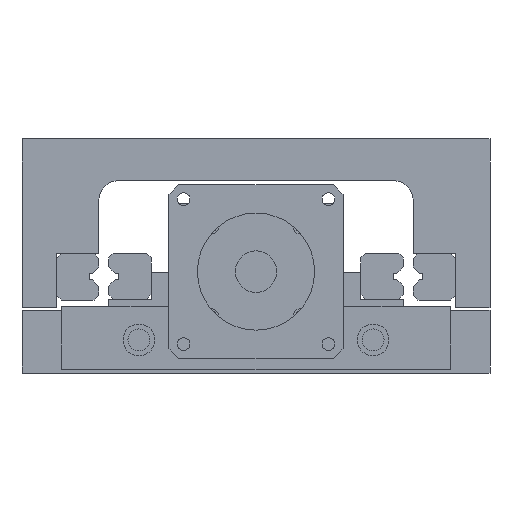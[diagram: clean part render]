
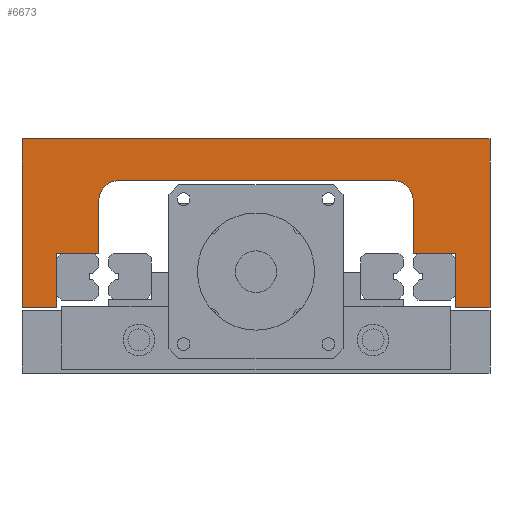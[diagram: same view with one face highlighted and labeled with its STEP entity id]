
A CAD part, front view. The second image highlights one B-rep face of the part: STEP entity #6673.
In plain terms, the highlighted planar face has unit normal (0, -1, 0).
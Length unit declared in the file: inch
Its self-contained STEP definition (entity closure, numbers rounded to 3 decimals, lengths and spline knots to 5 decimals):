
#6095=CARTESIAN_POINT('',(-2.558,-4.0,-1.08));
#6096=VERTEX_POINT('',#6095);
#6103=CARTESIAN_POINT('',(-2.998,-4.0,-1.08));
#6104=VERTEX_POINT('',#6103);
#6105=CARTESIAN_POINT('',(-2.998,-4.0,-1.08));
#6106=DIRECTION('',(1.0,0.0,0.0));
#6107=VECTOR('',#6106,0.44);
#6108=LINE('',#6105,#6107);
#6109=EDGE_CURVE('',#6104,#6096,#6108,.T.);
#6126=CARTESIAN_POINT('',(-2.558,-4.0,-0.391));
#6127=VERTEX_POINT('',#6126);
#6134=CARTESIAN_POINT('',(-2.558,-4.0,-1.08));
#6135=DIRECTION('',(0.0,0.0,1.0));
#6136=VECTOR('',#6135,0.689);
#6137=LINE('',#6134,#6136);
#6138=EDGE_CURVE('',#6096,#6127,#6137,.T.);
#6150=CARTESIAN_POINT('',(-2.013,-4.0,-0.391));
#6151=VERTEX_POINT('',#6150);
#6158=CARTESIAN_POINT('',(-2.558,-4.0,-0.391));
#6159=DIRECTION('',(1.0,0.0,0.0));
#6160=VECTOR('',#6159,0.545);
#6161=LINE('',#6158,#6160);
#6162=EDGE_CURVE('',#6127,#6151,#6161,.T.);
#6174=CARTESIAN_POINT('',(-2.013,-4.0,0.29447));
#6175=VERTEX_POINT('',#6174);
#6182=CARTESIAN_POINT('',(-2.013,-4.0,-0.391));
#6183=DIRECTION('',(0.0,0.0,1.0));
#6184=VECTOR('',#6183,0.68547);
#6185=LINE('',#6182,#6184);
#6186=EDGE_CURVE('',#6151,#6175,#6185,.T.);
#6198=CARTESIAN_POINT('',(-1.763,-4.0,0.54447));
#6199=VERTEX_POINT('',#6198);
#6206=CARTESIAN_POINT('',(-1.763,-4.0,0.29447));
#6207=DIRECTION('',(0.0,1.0,0.0));
#6208=DIRECTION('',(0.0,0.0,-1.0));
#6209=AXIS2_PLACEMENT_3D('',#6206,#6207,#6208);
#6210=CIRCLE('',#6209,0.25);
#6211=EDGE_CURVE('',#6175,#6199,#6210,.T.);
#6223=CARTESIAN_POINT('',(1.763,-4.0,0.54447));
#6224=VERTEX_POINT('',#6223);
#6231=CARTESIAN_POINT('',(-1.763,-4.0,0.54447));
#6232=DIRECTION('',(1.0,0.0,0.0));
#6233=VECTOR('',#6232,3.526);
#6234=LINE('',#6231,#6233);
#6235=EDGE_CURVE('',#6199,#6224,#6234,.T.);
#6359=CARTESIAN_POINT('',(2.013,-4.0,0.29447));
#6360=VERTEX_POINT('',#6359);
#6367=CARTESIAN_POINT('',(1.763,-4.0,0.29447));
#6368=DIRECTION('',(0.0,1.0,0.0));
#6369=DIRECTION('',(-1.0,0.0,0.0));
#6370=AXIS2_PLACEMENT_3D('',#6367,#6368,#6369);
#6371=CIRCLE('',#6370,0.25);
#6372=EDGE_CURVE('',#6224,#6360,#6371,.T.);
#6384=CARTESIAN_POINT('',(2.013,-4.0,-0.391));
#6385=VERTEX_POINT('',#6384);
#6392=CARTESIAN_POINT('',(2.013,-4.0,0.29447));
#6393=DIRECTION('',(0.0,0.0,-1.0));
#6394=VECTOR('',#6393,0.68547);
#6395=LINE('',#6392,#6394);
#6396=EDGE_CURVE('',#6360,#6385,#6395,.T.);
#6408=CARTESIAN_POINT('',(2.558,-4.0,-0.391));
#6409=VERTEX_POINT('',#6408);
#6416=CARTESIAN_POINT('',(2.013,-4.0,-0.391));
#6417=DIRECTION('',(1.0,0.0,0.0));
#6418=VECTOR('',#6417,0.545);
#6419=LINE('',#6416,#6418);
#6420=EDGE_CURVE('',#6385,#6409,#6419,.T.);
#6432=CARTESIAN_POINT('',(2.558,-4.0,-1.08));
#6433=VERTEX_POINT('',#6432);
#6440=CARTESIAN_POINT('',(2.558,-4.0,-0.391));
#6441=DIRECTION('',(0.0,0.0,-1.0));
#6442=VECTOR('',#6441,0.689);
#6443=LINE('',#6440,#6442);
#6444=EDGE_CURVE('',#6409,#6433,#6443,.T.);
#6456=CARTESIAN_POINT('',(2.998,-4.0,-1.08));
#6457=VERTEX_POINT('',#6456);
#6464=CARTESIAN_POINT('',(2.558,-4.0,-1.08));
#6465=DIRECTION('',(1.0,0.0,0.0));
#6466=VECTOR('',#6465,0.44);
#6467=LINE('',#6464,#6466);
#6468=EDGE_CURVE('',#6433,#6457,#6467,.T.);
#6480=CARTESIAN_POINT('',(2.998,-4.0,1.08));
#6481=VERTEX_POINT('',#6480);
#6488=CARTESIAN_POINT('',(2.998,-4.0,-1.08));
#6489=DIRECTION('',(0.0,0.0,1.0));
#6490=VECTOR('',#6489,2.16);
#6491=LINE('',#6488,#6490);
#6492=EDGE_CURVE('',#6457,#6481,#6491,.T.);
#6504=CARTESIAN_POINT('',(-2.998,-4.0,1.08));
#6505=VERTEX_POINT('',#6504);
#6512=CARTESIAN_POINT('',(2.998,-4.0,1.08));
#6513=DIRECTION('',(-1.0,0.0,0.0));
#6514=VECTOR('',#6513,5.996);
#6515=LINE('',#6512,#6514);
#6516=EDGE_CURVE('',#6481,#6505,#6515,.T.);
#6641=CARTESIAN_POINT('',(-2.998,-4.0,1.08));
#6642=DIRECTION('',(0.0,0.0,-1.0));
#6643=VECTOR('',#6642,2.16);
#6644=LINE('',#6641,#6643);
#6645=EDGE_CURVE('',#6505,#6104,#6644,.T.);
#6652=CARTESIAN_POINT('',(0.,-4.,0.32527));
#6653=DIRECTION('',(0.0,1.0,0.0));
#6654=DIRECTION('',(0.0,0.0,1.0));
#6655=AXIS2_PLACEMENT_3D('',#6652,#6653,#6654);
#6656=PLANE('',#6655);
#6657=ORIENTED_EDGE('',*,*,#6645,.T.);
#6658=ORIENTED_EDGE('',*,*,#6109,.T.);
#6659=ORIENTED_EDGE('',*,*,#6138,.T.);
#6660=ORIENTED_EDGE('',*,*,#6162,.T.);
#6661=ORIENTED_EDGE('',*,*,#6186,.T.);
#6662=ORIENTED_EDGE('',*,*,#6211,.T.);
#6663=ORIENTED_EDGE('',*,*,#6235,.T.);
#6664=ORIENTED_EDGE('',*,*,#6372,.T.);
#6665=ORIENTED_EDGE('',*,*,#6396,.T.);
#6666=ORIENTED_EDGE('',*,*,#6420,.T.);
#6667=ORIENTED_EDGE('',*,*,#6444,.T.);
#6668=ORIENTED_EDGE('',*,*,#6468,.T.);
#6669=ORIENTED_EDGE('',*,*,#6492,.T.);
#6670=ORIENTED_EDGE('',*,*,#6516,.T.);
#6671=EDGE_LOOP('',(#6657,#6658,#6659,#6660,#6661,#6662,#6663,#6664,#6665,#6666,#6667,#6668,#6669,#6670));
#6672=FACE_OUTER_BOUND('',#6671,.T.);
#6673=ADVANCED_FACE('',(#6672),#6656,.F.);
